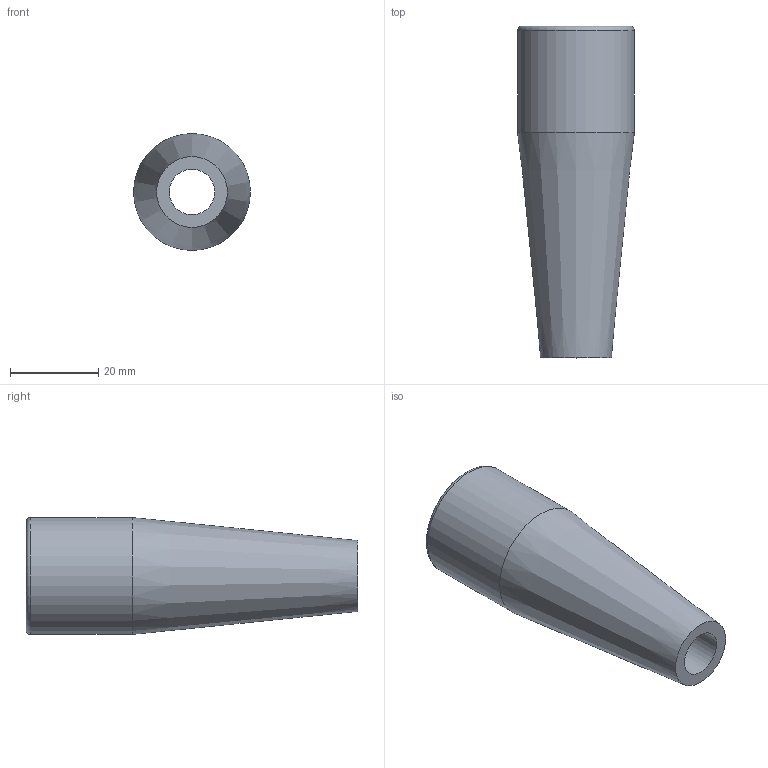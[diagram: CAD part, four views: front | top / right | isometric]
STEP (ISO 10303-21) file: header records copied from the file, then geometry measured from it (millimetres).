
FILE_DESCRIPTION(/* description */ (''),/* implementation_level */ '2;1');
FILE_NAME(/* name */ '',/* time_stamp */ '2025-04-19T17:17:10+03:00',/* author */ ('I9232'),/* organization */ (''),/* preprocessor_version */ 'ST-DEVELOPER v19.2',/* originating_system */ 'Autodesk Inventor 2023',/* authorisation */ '');
FILE_SCHEMA (('AUTOMOTIVE_DESIGN { 1 0 10303 214 3 1 1 }'));
Length unit declared in the file: millimetre
Products named in the file (1): Стакан для крепления 
ходовой гайки
Bounding box: 26.4 x 75 x 26.4 mm (x, y, z)
Volume: 18300.1 mm3; surface area: 9199.4 mm2
Topology: 1 solids, 1 shells, 9 faces, 21 edges, 16 vertices
Faces by surface type: cylinder 4, plane 3, cone 1, torus 1
Full cylindrical faces by diameter (mm): 10.3 x1, 11 x1, 22.4 x1, 26.4 x1
Entity records: 328 total; most frequent: DIRECTION 57, CARTESIAN_POINT 44, ORIENTED_EDGE 36, AXIS2_PLACEMENT_3D 26, EDGE_CURVE 18, CIRCLE 16, EDGE_LOOP 12, VERTEX_POINT 12
